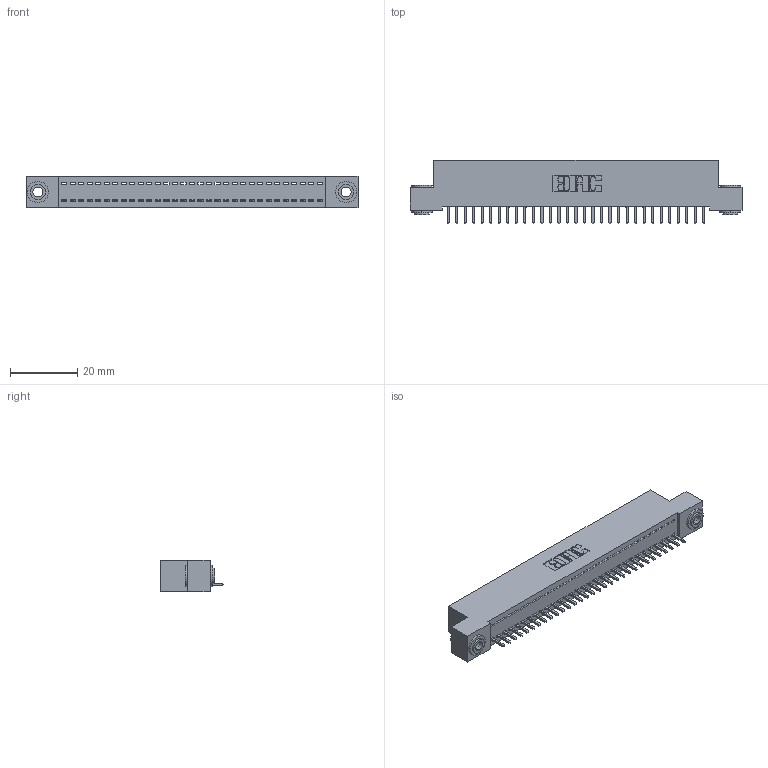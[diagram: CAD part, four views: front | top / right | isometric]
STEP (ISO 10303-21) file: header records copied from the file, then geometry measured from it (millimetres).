
FILE_DESCRIPTION (( 'STEP AP203' ), '1' );
FILE_NAME ('342-031-521-103.STEP', '2018-08-11T16:06:55', ( '' ), ( '' ), 'SwSTEP 2.0', 'SolidWorks 2016', '' );
FILE_SCHEMA (( 'CONFIG_CONTROL_DESIGN' ));
Length unit declared in the file: inch
Products named in the file (4): 342 Part_.156 TH; 345-292-001_345-293-121; 342-250-002_345-250-002-102; 342-031-521-103
Assembly tree (34 placements, depth 2):
  342-031-521-103
    342 Part_.156 TH
    345-292-001_345-293-121  x31
    342-250-002_345-250-002-102  x2
Bounding box: 99.06 x 19.06 x 9.4 mm (x, y, z)
Volume: 8579.7 mm3; surface area: 12281.1 mm2
Topology: 34 solids, 34 shells, 1946 faces, 5831 edges, 3842 vertices
Faces by surface type: plane 1378, cylinder 560, cone 8
Entity records: 20910 total; most frequent: CARTESIAN_POINT 3586, ORIENTED_EDGE 3546, DIRECTION 3081, EDGE_CURVE 1773, VECTOR 1621, LINE 1621, VERTEX_POINT 1178, AXIS2_PLACEMENT_3D 730
